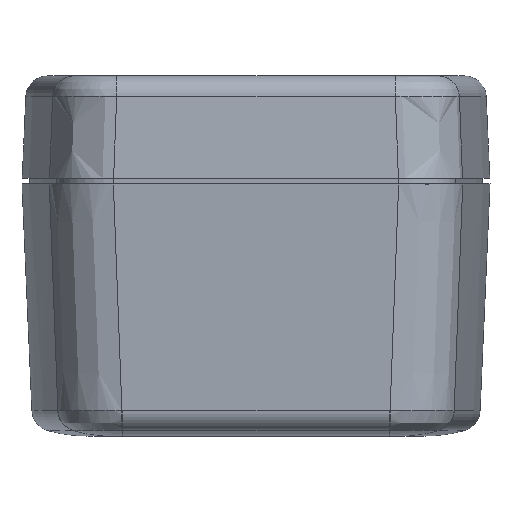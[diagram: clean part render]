
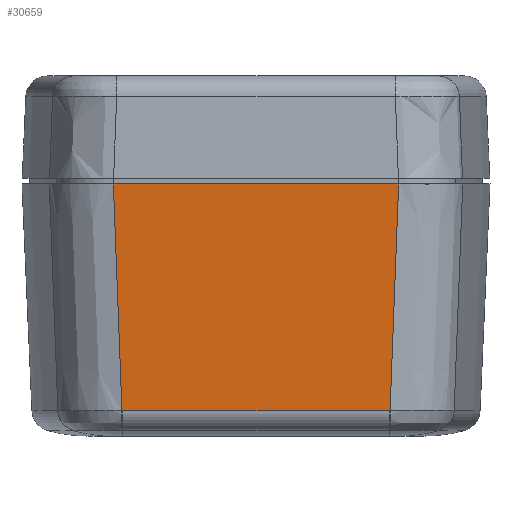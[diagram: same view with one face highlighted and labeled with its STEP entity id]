
A CAD part, left-side view. The second image highlights one B-rep face of the part: STEP entity #30659.
In plain terms, the highlighted face is planar.
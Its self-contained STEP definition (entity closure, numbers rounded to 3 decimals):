
#249 = CARTESIAN_POINT ( 'NONE',  ( 58.626, 18.485, -3.519 ) ) ;
#806 = CARTESIAN_POINT ( 'NONE',  ( 58.833, 18.799, -8.275 ) ) ;
#1061 = B_SPLINE_CURVE_WITH_KNOTS ( 'NONE', 3,
 ( #23419, #23201, #25455, #13471, #3293, #806, #8374 ),
 .UNSPECIFIED., .F., .F.,
 ( 4, 3, 4 ),
 ( 0., 0.017, 0.032 ),
 .UNSPECIFIED. ) ;
#2656 = EDGE_LOOP ( 'NONE', ( #21288, #10537, #3076, #24866, #22715, #17388 ) ) ;
#2692 = CARTESIAN_POINT ( 'NONE',  ( 60., -19.809, -35. ) ) ;
#2988 = CARTESIAN_POINT ( 'NONE',  ( 58.626, 18.619, -3.52 ) ) ;
#3076 = ORIENTED_EDGE ( 'NONE', *, *, #15292, .T. ) ;
#3293 = CARTESIAN_POINT ( 'NONE',  ( 59.041, 18.979, -13.03 ) ) ;
#3822 = VERTEX_POINT ( 'NONE', #9030 ) ;
#4100 = VECTOR ( 'NONE', #6126, 1000. ) ;
#4172 = CARTESIAN_POINT ( 'NONE',  ( 60., -19.809, -35. ) ) ;
#4275 = CARTESIAN_POINT ( 'NONE',  ( 58.626, -18.574, -3.519 ) ) ;
#4573 = CARTESIAN_POINT ( 'NONE',  ( 58.626, 27.5, -3.519 ) ) ;
#4706 = CARTESIAN_POINT ( 'NONE',  ( 60., 27.5, -35. ) ) ;
#6126 = DIRECTION ( 'NONE',  ( 0., 1., 0. ) ) ;
#6482 = VERTEX_POINT ( 'NONE', #2692 ) ;
#6981 = CARTESIAN_POINT ( 'NONE',  ( 59.499, -19.376, -23.523 ) ) ;
#7299 = DIRECTION ( 'NONE',  ( 0.999, 0., 0.044 ) ) ;
#8256 = VERTEX_POINT ( 'NONE', #19600 ) ;
#8374 = CARTESIAN_POINT ( 'NONE',  ( 58.626, 18.619, -3.52 ) ) ;
#9030 = CARTESIAN_POINT ( 'NONE',  ( 60., 19.809, -35. ) ) ;
#9151 = CARTESIAN_POINT ( 'NONE',  ( 58.833, -18.799, -8.275 ) ) ;
#9677 = FACE_OUTER_BOUND ( 'NONE', #2656, .T. ) ;
#10537 = ORIENTED_EDGE ( 'NONE', *, *, #20129, .T. ) ;
#11152 = B_SPLINE_CURVE_WITH_KNOTS ( 'NONE', 3,
 ( #31177, #21248, #4275, #16739 ),
 .UNSPECIFIED., .F., .F.,
 ( 4, 4 ),
 ( 0., 0. ),
 .UNSPECIFIED. ) ;
#11375 = VERTEX_POINT ( 'NONE', #16068 ) ;
#11640 = VECTOR ( 'NONE', #24892, 1000. ) ;
#12113 = AXIS2_PLACEMENT_3D ( 'NONE', #4706, #7299, #21995 ) ;
#13106 = CARTESIAN_POINT ( 'NONE',  ( 58.626, 18.485, -3.519 ) ) ;
#13471 = CARTESIAN_POINT ( 'NONE',  ( 59.248, 19.159, -17.785 ) ) ;
#13945 = EDGE_CURVE ( 'NONE', #6482, #3822, #16515, .T. ) ;
#15292 = EDGE_CURVE ( 'NONE', #8256, #6482, #17413, .T. ) ;
#16068 = CARTESIAN_POINT ( 'NONE',  ( 58.626, -18.485, -3.519 ) ) ;
#16515 = LINE ( 'NONE', #25797, #4100 ) ;
#16739 = CARTESIAN_POINT ( 'NONE',  ( 58.626, -18.619, -3.52 ) ) ;
#16755 = CARTESIAN_POINT ( 'NONE',  ( 59.749, -19.592, -29.262 ) ) ;
#16969 = EDGE_CURVE ( 'NONE', #31745, #26433, #24028, .T. ) ;
#17388 = ORIENTED_EDGE ( 'NONE', *, *, #16969, .T. ) ;
#17413 = B_SPLINE_CURVE_WITH_KNOTS ( 'NONE', 3,
 ( #19028, #9151, #31710, #19233, #6981, #16755, #4172 ),
 .UNSPECIFIED., .F., .F.,
 ( 4, 3, 4 ),
 ( 0.004, 0.018, 0.035 ),
 .UNSPECIFIED. ) ;
#17801 = CARTESIAN_POINT ( 'NONE',  ( 58.626, 18.53, -3.519 ) ) ;
#19028 = CARTESIAN_POINT ( 'NONE',  ( 58.626, -18.619, -3.52 ) ) ;
#19233 = CARTESIAN_POINT ( 'NONE',  ( 59.248, -19.159, -17.785 ) ) ;
#19529 = PLANE ( 'NONE',  #12113 ) ;
#19600 = CARTESIAN_POINT ( 'NONE',  ( 58.626, -18.619, -3.52 ) ) ;
#20129 = EDGE_CURVE ( 'NONE', #11375, #8256, #11152, .T. ) ;
#21248 = CARTESIAN_POINT ( 'NONE',  ( 58.626, -18.53, -3.519 ) ) ;
#21288 = ORIENTED_EDGE ( 'NONE', *, *, #23215, .T. ) ;
#21995 = DIRECTION ( 'NONE',  ( 0.044, 0., -0.999 ) ) ;
#22422 = CARTESIAN_POINT ( 'NONE',  ( 58.626, 18.619, -3.52 ) ) ;
#22715 = ORIENTED_EDGE ( 'NONE', *, *, #30008, .T. ) ;
#23201 = CARTESIAN_POINT ( 'NONE',  ( 59.749, 19.592, -29.262 ) ) ;
#23215 = EDGE_CURVE ( 'NONE', #26433, #11375, #29047, .T. ) ;
#23419 = CARTESIAN_POINT ( 'NONE',  ( 60., 19.809, -35. ) ) ;
#24028 = B_SPLINE_CURVE_WITH_KNOTS ( 'NONE', 3,
 ( #22422, #24925, #17801, #249 ),
 .UNSPECIFIED., .F., .F.,
 ( 4, 4 ),
 ( 0., 0. ),
 .UNSPECIFIED. ) ;
#24866 = ORIENTED_EDGE ( 'NONE', *, *, #13945, .T. ) ;
#24892 = DIRECTION ( 'NONE',  ( 0., -1., 0. ) ) ;
#24925 = CARTESIAN_POINT ( 'NONE',  ( 58.626, 18.574, -3.519 ) ) ;
#25455 = CARTESIAN_POINT ( 'NONE',  ( 59.499, 19.376, -23.523 ) ) ;
#25797 = CARTESIAN_POINT ( 'NONE',  ( 60., 27.5, -35. ) ) ;
#26433 = VERTEX_POINT ( 'NONE', #13106 ) ;
#29047 = LINE ( 'NONE', #4573, #11640 ) ;
#30008 = EDGE_CURVE ( 'NONE', #3822, #31745, #1061, .T. ) ;
#30659 = ADVANCED_FACE ( 'NONE', ( #9677 ), #19529, .T. ) ;
#31177 = CARTESIAN_POINT ( 'NONE',  ( 58.626, -18.485, -3.519 ) ) ;
#31710 = CARTESIAN_POINT ( 'NONE',  ( 59.041, -18.979, -13.03 ) ) ;
#31745 = VERTEX_POINT ( 'NONE', #2988 ) ;
